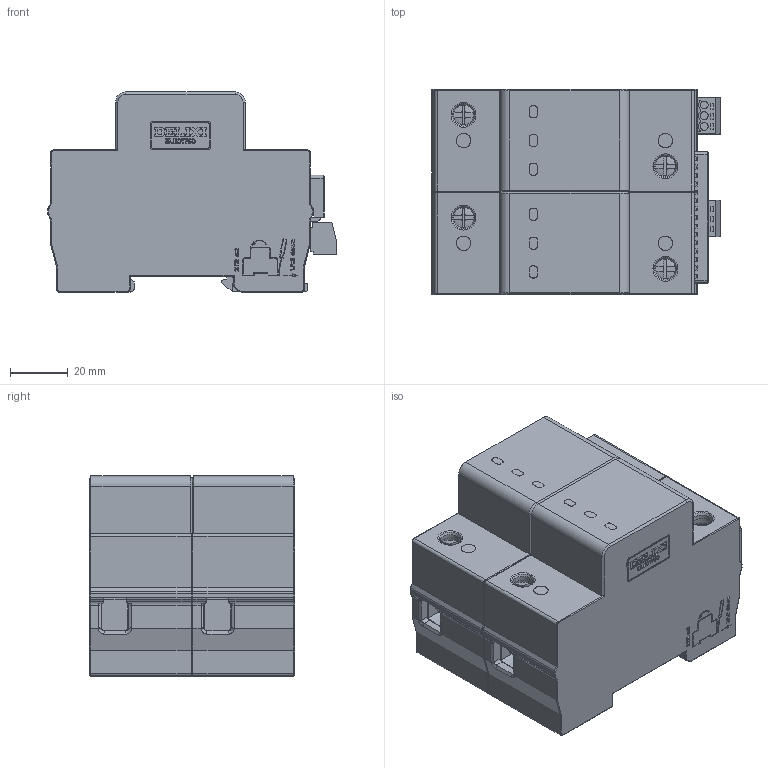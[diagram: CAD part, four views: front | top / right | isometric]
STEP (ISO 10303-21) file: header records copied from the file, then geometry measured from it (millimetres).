
FILE_DESCRIPTION((''),'2;1');
FILE_NAME('2PYX_SW000133','2025-06-18T',('weiren.liu'),(''),'PRO/ENGINEER BY PARAMETRIC TECHNOLOGY CORPORATION, 2017170','PRO/ENGINEER BY PARAMETRIC TECHNOLOGY CORPORATION, 2017170','');
FILE_SCHEMA(('CONFIG_CONTROL_DESIGN'));
Products named in the file (1): 2PYX_SW000133
Bounding box: 100 x 71.2 x 69.4 mm (x, y, z)
Volume: 121260.1 mm3; surface area: 117495.1 mm2
Topology: 1 solids, 8 shells, 4487 faces, 12919 edges, 8485 vertices
Faces by surface type: plane 3631, cylinder 608, torus 114, cone 74, bspline 44, sphere 16
Entity records: 161025 total; most frequent: CARTESIAN_POINT 42447, ORIENTED_EDGE 25830, DIRECTION 22971, EDGE_CURVE 12915, VECTOR 10655, LINE 10655, VERTEX_POINT 8486, AXIS2_PLACEMENT_3D 6158
